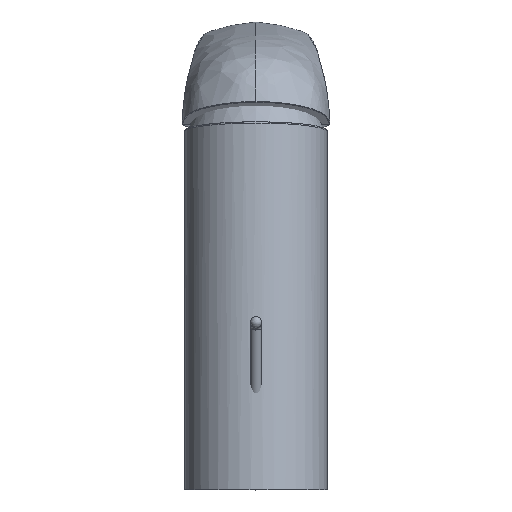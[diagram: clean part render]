
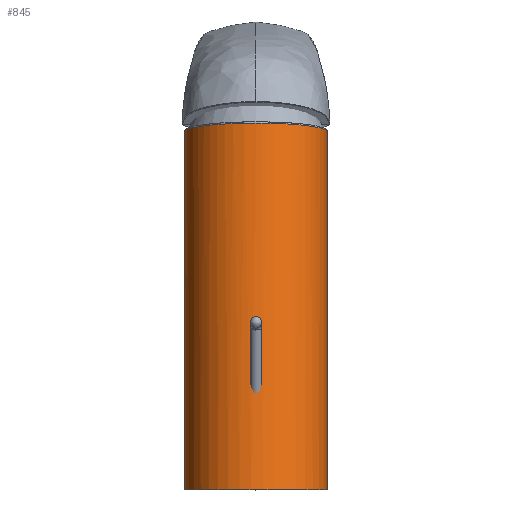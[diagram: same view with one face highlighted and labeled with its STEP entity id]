
A CAD part, left-side view. The second image highlights one B-rep face of the part: STEP entity #845.
In plain terms, the highlighted cylindrical face has radius 25 mm (diameter 50 mm), a partial arc.
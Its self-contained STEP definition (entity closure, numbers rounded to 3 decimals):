
#84=B_SPLINE_CURVE_WITH_KNOTS('',3,(#4179,#4180,#4181,#4182),
 .UNSPECIFIED.,.F.,.F.,(4,4),(0.004,1.),.UNSPECIFIED.);
#87=B_SPLINE_CURVE_WITH_KNOTS('',3,(#4309,#4310,#4311,#4312),
 .UNSPECIFIED.,.F.,.F.,(4,4),(0.004,1.),.UNSPECIFIED.);
#90=B_SPLINE_CURVE_WITH_KNOTS('',3,(#4353,#4354,#4355,#4356,#4357,#4358,
#4359),.UNSPECIFIED.,.F.,.F.,(4,1,1,1,4),(0.,0.25,
0.5,0.75,1.),.UNSPECIFIED.);
#91=B_SPLINE_CURVE_WITH_KNOTS('',3,(#4361,#4362,#4363,#4364,#4365,#4366,
#4367),.UNSPECIFIED.,.F.,.F.,(4,1,1,1,4),(0.,0.25,0.5,
0.75,1.),.UNSPECIFIED.);
#124=ELLIPSE('',#982,25.188,25.);
#349=ORIENTED_EDGE('',*,*,#476,.T.);
#350=ORIENTED_EDGE('',*,*,#479,.F.);
#351=ORIENTED_EDGE('',*,*,#473,.F.);
#352=ORIENTED_EDGE('',*,*,#480,.F.);
#353=ORIENTED_EDGE('',*,*,#481,.F.);
#473=EDGE_CURVE('',#556,#557,#84,.T.);
#476=EDGE_CURVE('',#559,#558,#87,.T.);
#479=EDGE_CURVE('',#557,#558,#124,.T.);
#480=EDGE_CURVE('',#561,#556,#90,.F.);
#481=EDGE_CURVE('',#559,#561,#91,.F.);
#556=VERTEX_POINT('',#4178);
#557=VERTEX_POINT('',#4183);
#558=VERTEX_POINT('',#4308);
#559=VERTEX_POINT('',#4313);
#561=VERTEX_POINT('',#4360);
#683=EDGE_LOOP('',(#349,#350,#351,#352,#353));
#769=FACE_BOUND('',#683,.T.);
#788=CYLINDRICAL_SURFACE('',#981,25.);
#845=ADVANCED_FACE('',(#769),#788,.T.);
#981=AXIS2_PLACEMENT_3D('',#4351,#1124,#1125);
#982=AXIS2_PLACEMENT_3D('',#4352,#1126,#1127);
#1124=DIRECTION('',(-0.122,0.,-0.993));
#1125=DIRECTION('',(-0.993,0.,0.122));
#1126=DIRECTION('',(0.,0.,-1.));
#1127=DIRECTION('',(-1.,0.,0.));
#4178=CARTESIAN_POINT('',(15.437,-25.,125.342));
#4179=CARTESIAN_POINT('',(15.391,-25.,125.347));
#4180=CARTESIAN_POINT('',(10.26,-25.,83.565));
#4181=CARTESIAN_POINT('',(5.13,-25.,41.782));
#4182=CARTESIAN_POINT('',(0.,-25.,0.));
#4183=CARTESIAN_POINT('',(0.,-25.,0.));
#4308=CARTESIAN_POINT('',(0.,25.,0.));
#4309=CARTESIAN_POINT('',(15.391,25.,125.347));
#4310=CARTESIAN_POINT('',(10.26,25.,83.565));
#4311=CARTESIAN_POINT('',(5.13,25.,41.782));
#4312=CARTESIAN_POINT('',(0.,25.,0.));
#4313=CARTESIAN_POINT('',(15.391,25.,125.347));
#4351=CARTESIAN_POINT('',(15.452,0.,125.843));
#4352=CARTESIAN_POINT('',(0.,0.,0.));
#4353=CARTESIAN_POINT('',(15.391,-25.,125.347));
#4354=CARTESIAN_POINT('',(12.143,-25.,125.746));
#4355=CARTESIAN_POINT('',(5.648,-23.698,126.543));
#4356=CARTESIAN_POINT('',(-2.612,-18.138,127.558));
#4357=CARTESIAN_POINT('',(-8.131,-9.816,128.235));
#4358=CARTESIAN_POINT('',(-9.423,-3.273,128.394));
#4359=CARTESIAN_POINT('',(-9.423,0.,128.394));
#4360=CARTESIAN_POINT('',(-9.423,0.,128.394));
#4361=CARTESIAN_POINT('',(-9.423,0.,128.394));
#4362=CARTESIAN_POINT('',(-9.423,3.272,128.394));
#4363=CARTESIAN_POINT('',(-8.131,9.816,128.235));
#4364=CARTESIAN_POINT('',(-2.612,18.138,127.558));
#4365=CARTESIAN_POINT('',(5.648,23.698,126.543));
#4366=CARTESIAN_POINT('',(12.143,25.,125.746));
#4367=CARTESIAN_POINT('',(15.391,25.,125.347));
